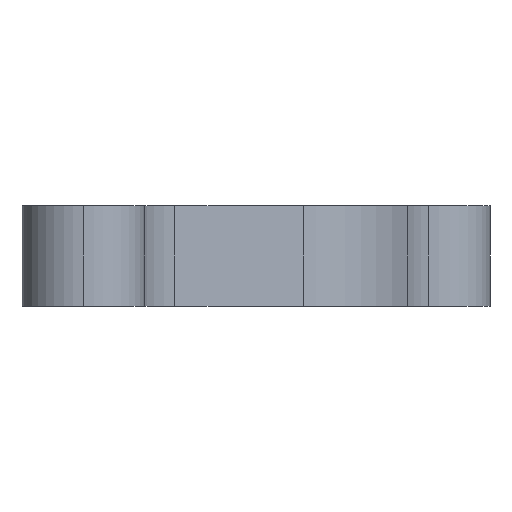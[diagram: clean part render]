
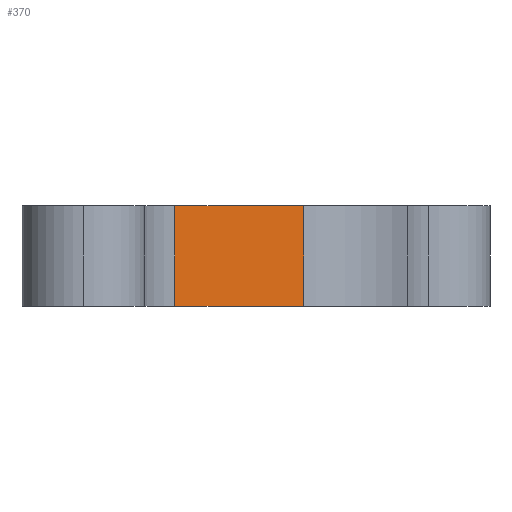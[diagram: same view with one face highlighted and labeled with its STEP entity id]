
A CAD part, left-side view. The second image highlights one B-rep face of the part: STEP entity #370.
In plain terms, the highlighted planar face has unit normal (-0.751, -0.66, 0).
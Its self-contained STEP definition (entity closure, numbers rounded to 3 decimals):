
#8 = CARTESIAN_POINT ( 'NONE',  ( -3.742, -0.739, 4.89 ) ) ;
#42 = PLANE ( 'NONE',  #91 ) ;
#68 = VERTEX_POINT ( 'NONE', #402 ) ;
#72 = CARTESIAN_POINT ( 'NONE',  ( -9.265, 5.548, 4.89 ) ) ;
#74 = FACE_OUTER_BOUND ( 'NONE', #638, .T. ) ;
#91 = AXIS2_PLACEMENT_3D ( 'NONE', #632, #496, #817 ) ;
#195 = VERTEX_POINT ( 'NONE', #798 ) ;
#218 = ORIENTED_EDGE ( 'NONE', *, *, #440, .T. ) ;
#333 = DIRECTION ( 'NONE',  ( -0.66, 0.751, 0. ) ) ;
#341 = CARTESIAN_POINT ( 'NONE',  ( -9.265, 5.548, 0. ) ) ;
#370 = ADVANCED_FACE ( 'NONE', ( #74 ), #42, .T. ) ;
#389 = VECTOR ( 'NONE', #646, 1000. ) ;
#400 = ORIENTED_EDGE ( 'NONE', *, *, #810, .F. ) ;
#402 = CARTESIAN_POINT ( 'NONE',  ( -3.742, -0.739, 0. ) ) ;
#440 = EDGE_CURVE ( 'NONE', #195, #586, #724, .T. ) ;
#447 = LINE ( 'NONE', #8, #542 ) ;
#487 = VECTOR ( 'NONE', #673, 1000. ) ;
#496 = DIRECTION ( 'NONE',  ( -0.751, -0.66, 0. ) ) ;
#497 = EDGE_CURVE ( 'NONE', #68, #195, #447, .T. ) ;
#515 = DIRECTION ( 'NONE',  ( 0., 0., 1. ) ) ;
#524 = CARTESIAN_POINT ( 'NONE',  ( -2.479, -2.177, 0. ) ) ;
#536 = ORIENTED_EDGE ( 'NONE', *, *, #583, .T. ) ;
#541 = CARTESIAN_POINT ( 'NONE',  ( -9.265, 5.548, 4.89 ) ) ;
#542 = VECTOR ( 'NONE', #515, 1000. ) ;
#583 = EDGE_CURVE ( 'NONE', #586, #606, #740, .T. ) ;
#586 = VERTEX_POINT ( 'NONE', #541 ) ;
#606 = VERTEX_POINT ( 'NONE', #341 ) ;
#616 = LINE ( 'NONE', #524, #779 ) ;
#632 = CARTESIAN_POINT ( 'NONE',  ( -2.479, -2.177, 4.89 ) ) ;
#638 = EDGE_LOOP ( 'NONE', ( #218, #536, #400, #744 ) ) ;
#646 = DIRECTION ( 'NONE',  ( -0.66, 0.751, 0. ) ) ;
#673 = DIRECTION ( 'NONE',  ( 0., 0., -1. ) ) ;
#706 = CARTESIAN_POINT ( 'NONE',  ( -2.479, -2.177, 4.89 ) ) ;
#724 = LINE ( 'NONE', #706, #389 ) ;
#740 = LINE ( 'NONE', #72, #487 ) ;
#744 = ORIENTED_EDGE ( 'NONE', *, *, #497, .T. ) ;
#779 = VECTOR ( 'NONE', #333, 1000. ) ;
#798 = CARTESIAN_POINT ( 'NONE',  ( -3.742, -0.739, 4.89 ) ) ;
#810 = EDGE_CURVE ( 'NONE', #68, #606, #616, .T. ) ;
#817 = DIRECTION ( 'NONE',  ( 0.66, -0.751, 0. ) ) ;
